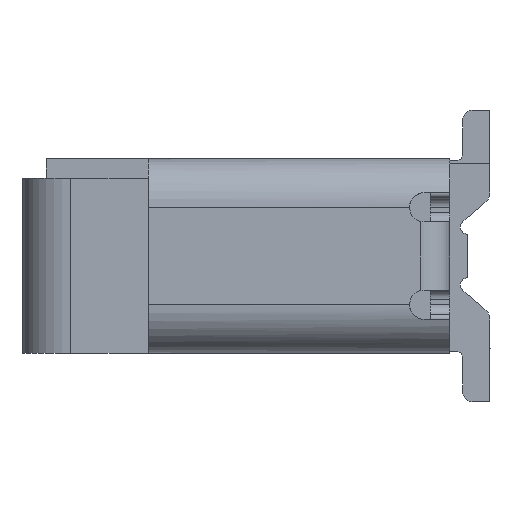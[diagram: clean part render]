
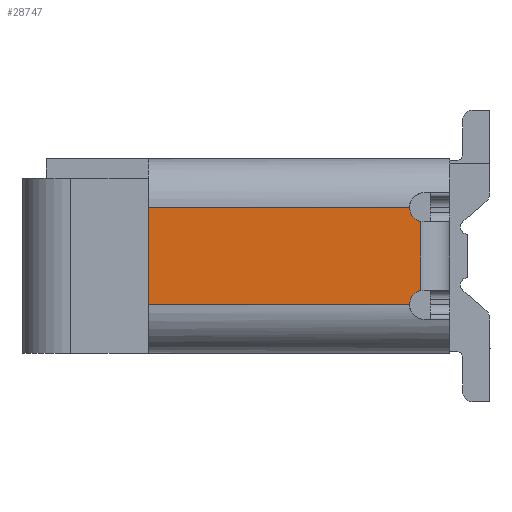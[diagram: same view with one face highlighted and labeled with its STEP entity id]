
A CAD part, left-side view. The second image highlights one B-rep face of the part: STEP entity #28747.
In plain terms, the highlighted planar face has unit normal (-1, 0, 0).
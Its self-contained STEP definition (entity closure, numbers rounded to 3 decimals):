
#3728 = ORIENTED_EDGE ( 'NONE', *, *, #33909, .F. ) ;
#3731 = ORIENTED_EDGE ( 'NONE', *, *, #33858, .F. ) ;
#3787 = ORIENTED_EDGE ( 'NONE', *, *, #33977, .T. ) ;
#3798 = ORIENTED_EDGE ( 'NONE', *, *, #33964, .F. ) ;
#3812 = ORIENTED_EDGE ( 'NONE', *, *, #33880, .F. ) ;
#3821 = ORIENTED_EDGE ( 'NONE', *, *, #34116, .F. ) ;
#5234 = CARTESIAN_POINT ( 'NONE',  ( -8.14, 1.45, 0.5 ) ) ;
#5236 = CARTESIAN_POINT ( 'NONE',  ( -8.14, -1.236, -0.5 ) ) ;
#5241 = CARTESIAN_POINT ( 'NONE',  ( -8.14, -1.35, 0.354 ) ) ;
#5244 = CARTESIAN_POINT ( 'NONE',  ( -8.14, 1.45, -0.5 ) ) ;
#5274 = CARTESIAN_POINT ( 'NONE',  ( -8.14, -1.35, -0.354 ) ) ;
#5296 = CARTESIAN_POINT ( 'NONE',  ( -8.14, -1.236, 0.5 ) ) ;
#8319 = FACE_OUTER_BOUND ( 'NONE', #28272, .T. ) ;
#10108 = CARTESIAN_POINT ( 'NONE',  ( -8.14, 1.506, -0.52 ) ) ;
#10113 = PLANE ( 'NONE',  #11871 ) ;
#10162 = DIRECTION ( 'NONE',  ( 1., 0., 0. ) ) ;
#10188 = DIRECTION ( 'NONE',  ( 0., 0., 1. ) ) ;
#11466 = AXIS2_PLACEMENT_3D ( 'NONE', #21310, #21290, #21283 ) ;
#11500 = AXIS2_PLACEMENT_3D ( 'NONE', #21437, #21439, #21442 ) ;
#11871 = AXIS2_PLACEMENT_3D ( 'NONE', #10108, #10162, #10188 ) ;
#19506 = CIRCLE ( 'NONE', #11466, 0.15 ) ;
#19546 = LINE ( 'NONE', #21401, #19557 ) ;
#19557 = VECTOR ( 'NONE', #21365, 1000. ) ;
#20746 = DIRECTION ( 'NONE',  ( 0., -1., 0. ) ) ;
#20761 = CARTESIAN_POINT ( 'NONE',  ( -8.14, 0.05, 0.5 ) ) ;
#21283 = DIRECTION ( 'NONE',  ( 0., 0., 1. ) ) ;
#21290 = DIRECTION ( 'NONE',  ( -1., 0., 0. ) ) ;
#21310 = CARTESIAN_POINT ( 'NONE',  ( -8.14, -1.386, 0.5 ) ) ;
#21365 = DIRECTION ( 'NONE',  ( 0., 0., -1. ) ) ;
#21401 = CARTESIAN_POINT ( 'NONE',  ( -8.14, -1.35, 0. ) ) ;
#21437 = CARTESIAN_POINT ( 'NONE',  ( -8.14, -1.386, -0.5 ) ) ;
#21439 = DIRECTION ( 'NONE',  ( -1., 0., 0. ) ) ;
#21442 = DIRECTION ( 'NONE',  ( 0., -1., 0. ) ) ;
#21556 = DIRECTION ( 'NONE',  ( 0., 0., 1. ) ) ;
#21586 = CARTESIAN_POINT ( 'NONE',  ( -8.14, 1.45, 0. ) ) ;
#21626 = DIRECTION ( 'NONE',  ( 0., -1., 0. ) ) ;
#21632 = CARTESIAN_POINT ( 'NONE',  ( -8.14, -0.1, -0.5 ) ) ;
#22772 = CIRCLE ( 'NONE', #11500, 0.15 ) ;
#22791 = LINE ( 'NONE', #21586, #22812 ) ;
#22812 = VECTOR ( 'NONE', #21556, 1000. ) ;
#22875 = VECTOR ( 'NONE', #21626, 1000. ) ;
#22890 = LINE ( 'NONE', #21632, #22875 ) ;
#23066 = VECTOR ( 'NONE', #20746, 1000. ) ;
#23069 = LINE ( 'NONE', #20761, #23066 ) ;
#25731 = VERTEX_POINT ( 'NONE', #5241 ) ;
#25737 = VERTEX_POINT ( 'NONE', #5274 ) ;
#25759 = VERTEX_POINT ( 'NONE', #5236 ) ;
#25765 = VERTEX_POINT ( 'NONE', #5244 ) ;
#25766 = VERTEX_POINT ( 'NONE', #5234 ) ;
#25780 = VERTEX_POINT ( 'NONE', #5296 ) ;
#28272 = EDGE_LOOP ( 'NONE', ( #3821, #3798, #3787, #3728, #3812, #3731 ) ) ;
#28747 = ADVANCED_FACE ( 'NONE', ( #8319 ), #10113, .F. ) ;
#33858 = EDGE_CURVE ( 'NONE', #25780, #25731, #19506, .T. ) ;
#33880 = EDGE_CURVE ( 'NONE', #25731, #25737, #19546, .T. ) ;
#33909 = EDGE_CURVE ( 'NONE', #25737, #25759, #22772, .T. ) ;
#33964 = EDGE_CURVE ( 'NONE', #25765, #25766, #22791, .T. ) ;
#33977 = EDGE_CURVE ( 'NONE', #25765, #25759, #22890, .T. ) ;
#34116 = EDGE_CURVE ( 'NONE', #25766, #25780, #23069, .T. ) ;
